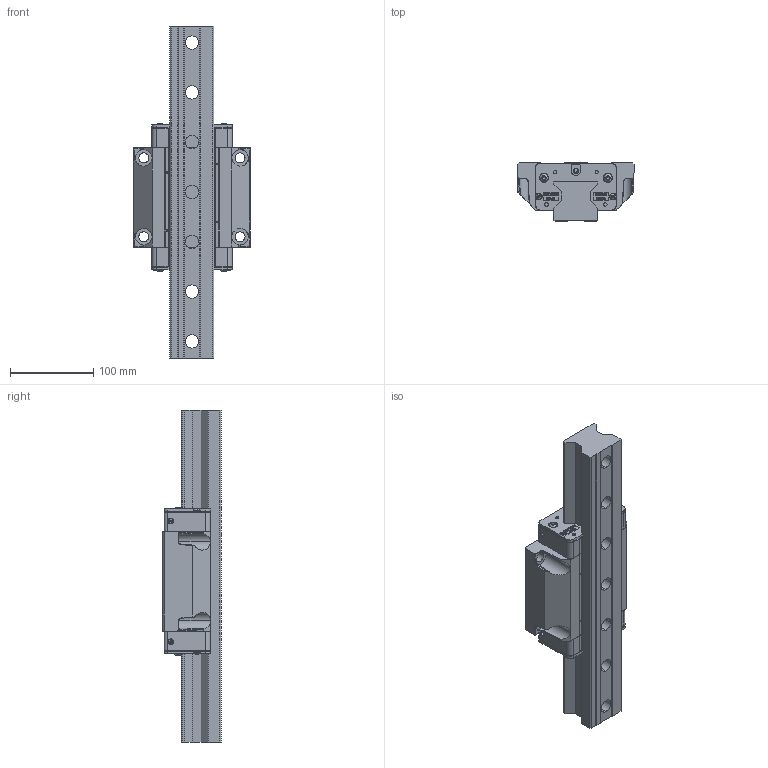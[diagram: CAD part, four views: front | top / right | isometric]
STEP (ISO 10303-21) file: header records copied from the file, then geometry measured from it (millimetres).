
FILE_DESCRIPTION (( 'STEP AP214' ), '1' );
FILE_NAME ('SBR55FL-嫦歎辨.STEP', '2023-10-24T23:48:17', ( 'Windows 餌辨濠' ), ( '' ), 'SwSTEP 2.0', 'SolidWorks 2013', '' );
FILE_SCHEMA (( 'AUTOMOTIVE_DESIGN' ));
Length unit declared in the file: millimetre
Products named in the file (10): SBR55 BOTTOM SEAL NORMAL; SBR55 窍何玖 L 橇饭胶; SBR55 窍何玖 L NBR; SRBOLT-M6x30L_SS400^SBR55FL-嫦歎辨; SRBOLT-M4x30L_SS400^SBR55FL-嫦歎辨; SBR55 END SEAL ; SBR-55-EP-CO-M0300-R00 (END PLATE); BLOCK)55-FL 权己屈; SBR55 溯橾; SBR55FL-嫦歎辨
Assembly tree (18 placements, depth 3):
  SBR55FL-嫦歎辨
    SBR55 溯橾
    BLOCK)55-FL 权己屈
    SBR-55-EP-CO-M0300-R00 (END PLATE)  x2
    SBR55 END SEAL   x2
    SRBOLT-M4x30L_SS400^SBR55FL-嫦歎辨  x4
    SRBOLT-M6x30L_SS400^SBR55FL-嫦歎辨  x4
    SBR55 BOTTOM SEAL NORMAL  x2
      SBR55 窍何玖 L NBR
      SBR55 窍何玖 L 橇饭胶
Bounding box: 140.2 x 70.05 x 400 mm (x, y, z)
Volume: 1562906.7 mm3; surface area: 268338.2 mm2
Topology: 18 solids, 54 shells, 2829 faces, 7170 edges, 4682 vertices
Faces by surface type: plane 1766, bspline 544, cylinder 379, cone 84, torus 40, sphere 16
Entity records: 59861 total; most frequent: CARTESIAN_POINT 23845, ORIENTED_EDGE 7514, DIRECTION 6083, EDGE_CURVE 3757, VECTOR 2597, LINE 2597, VERTEX_POINT 2469, AXIS2_PLACEMENT_3D 1743
